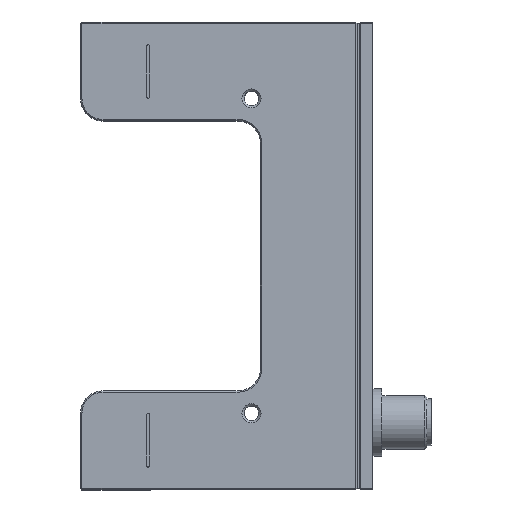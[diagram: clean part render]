
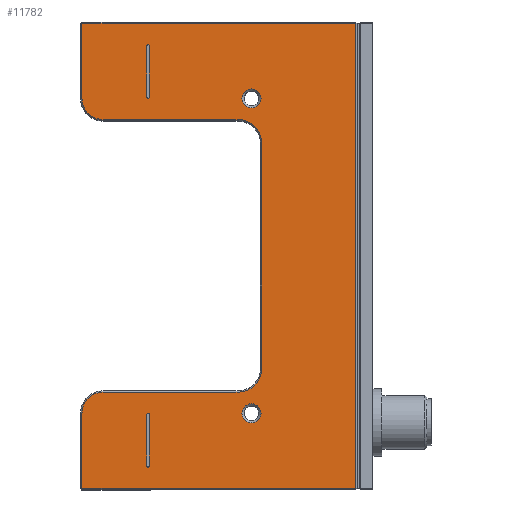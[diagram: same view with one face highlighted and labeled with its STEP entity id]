
A CAD part, top view. The second image highlights one B-rep face of the part: STEP entity #11782.
In plain terms, the highlighted planar face has unit normal (0, 0, 1).
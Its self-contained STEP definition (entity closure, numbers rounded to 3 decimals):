
#362=FACE_BOUND('',#2289,.T.);
#363=FACE_BOUND('',#2290,.T.);
#364=FACE_BOUND('',#2291,.T.);
#365=FACE_BOUND('',#2292,.T.);
#958=PLANE('',#12563);
#1546=FACE_OUTER_BOUND('',#2288,.T.);
#2288=EDGE_LOOP('',(#10296,#10297,#10298,#10299,#10300,#10301,#10302,#10303,
#10304,#10305,#10306,#10307));
#2289=EDGE_LOOP('',(#10308));
#2290=EDGE_LOOP('',(#10309,#10310,#10311,#10312));
#2291=EDGE_LOOP('',(#10313,#10314,#10315,#10316));
#2292=EDGE_LOOP('',(#10317));
#3298=LINE('',#19596,#4456);
#3301=LINE('',#19601,#4459);
#3306=LINE('',#19609,#4464);
#3310=LINE('',#19615,#4468);
#3312=LINE('',#19622,#4470);
#3315=LINE('',#19630,#4473);
#3318=LINE('',#19638,#4476);
#3321=LINE('',#19645,#4479);
#3357=LINE('',#19733,#4515);
#3360=LINE('',#19740,#4518);
#3365=LINE('',#19758,#4523);
#3368=LINE('',#19765,#4526);
#4456=VECTOR('',#14677,10.);
#4459=VECTOR('',#14682,10.);
#4464=VECTOR('',#14691,10.);
#4468=VECTOR('',#14697,10.);
#4470=VECTOR('',#14705,10.);
#4473=VECTOR('',#14714,10.);
#4476=VECTOR('',#14723,10.);
#4479=VECTOR('',#14732,10.);
#4515=VECTOR('',#14834,10.);
#4518=VECTOR('',#14843,10.);
#4523=VECTOR('',#14860,10.);
#4526=VECTOR('',#14869,10.);
#4923=CIRCLE('',#12470,4.7);
#4924=CIRCLE('',#12473,5.3);
#4925=CIRCLE('',#12476,5.3);
#4926=CIRCLE('',#12479,4.7);
#4933=CIRCLE('',#12512,0.25);
#4934=CIRCLE('',#12515,0.25);
#4937=CIRCLE('',#12521,0.25);
#4938=CIRCLE('',#12524,0.25);
#4955=CIRCLE('',#12559,2.121);
#4958=CIRCLE('',#12564,2.121);
#5865=VERTEX_POINT('',#19593);
#5866=VERTEX_POINT('',#19595);
#5867=VERTEX_POINT('',#19600);
#5868=VERTEX_POINT('',#19607);
#5869=VERTEX_POINT('',#19612);
#5870=VERTEX_POINT('',#19617);
#5871=VERTEX_POINT('',#19621);
#5872=VERTEX_POINT('',#19625);
#5873=VERTEX_POINT('',#19629);
#5874=VERTEX_POINT('',#19633);
#5875=VERTEX_POINT('',#19637);
#5876=VERTEX_POINT('',#19641);
#5893=VERTEX_POINT('',#19726);
#5894=VERTEX_POINT('',#19727);
#5895=VERTEX_POINT('',#19732);
#5896=VERTEX_POINT('',#19736);
#5901=VERTEX_POINT('',#19751);
#5902=VERTEX_POINT('',#19752);
#5903=VERTEX_POINT('',#19757);
#5904=VERTEX_POINT('',#19761);
#5929=VERTEX_POINT('',#19842);
#5932=VERTEX_POINT('',#19852);
#7317=EDGE_CURVE('',#5865,#5866,#3298,.T.);
#7320=EDGE_CURVE('',#5866,#5867,#3301,.T.);
#7325=EDGE_CURVE('',#5868,#5865,#3306,.T.);
#7329=EDGE_CURVE('',#5867,#5869,#3310,.T.);
#7331=EDGE_CURVE('',#5869,#5870,#4923,.T.);
#7332=EDGE_CURVE('',#5870,#5871,#3312,.T.);
#7335=EDGE_CURVE('',#5871,#5872,#4924,.T.);
#7336=EDGE_CURVE('',#5872,#5873,#3315,.T.);
#7339=EDGE_CURVE('',#5873,#5874,#4925,.T.);
#7340=EDGE_CURVE('',#5874,#5875,#3318,.T.);
#7343=EDGE_CURVE('',#5875,#5876,#4926,.T.);
#7344=EDGE_CURVE('',#5876,#5868,#3321,.T.);
#7384=EDGE_CURVE('',#5893,#5894,#4933,.T.);
#7387=EDGE_CURVE('',#5894,#5895,#3357,.T.);
#7389=EDGE_CURVE('',#5895,#5896,#4934,.T.);
#7391=EDGE_CURVE('',#5896,#5893,#3360,.T.);
#7396=EDGE_CURVE('',#5901,#5902,#4937,.T.);
#7399=EDGE_CURVE('',#5902,#5903,#3365,.T.);
#7401=EDGE_CURVE('',#5903,#5904,#4938,.T.);
#7403=EDGE_CURVE('',#5904,#5901,#3368,.T.);
#7439=EDGE_CURVE('',#5929,#5929,#4955,.T.);
#7444=EDGE_CURVE('',#5932,#5932,#4958,.T.);
#10296=ORIENTED_EDGE('',*,*,#7344,.F.);
#10297=ORIENTED_EDGE('',*,*,#7343,.F.);
#10298=ORIENTED_EDGE('',*,*,#7340,.F.);
#10299=ORIENTED_EDGE('',*,*,#7339,.F.);
#10300=ORIENTED_EDGE('',*,*,#7336,.F.);
#10301=ORIENTED_EDGE('',*,*,#7335,.F.);
#10302=ORIENTED_EDGE('',*,*,#7332,.F.);
#10303=ORIENTED_EDGE('',*,*,#7331,.F.);
#10304=ORIENTED_EDGE('',*,*,#7329,.F.);
#10305=ORIENTED_EDGE('',*,*,#7320,.F.);
#10306=ORIENTED_EDGE('',*,*,#7317,.F.);
#10307=ORIENTED_EDGE('',*,*,#7325,.F.);
#10308=ORIENTED_EDGE('',*,*,#7439,.F.);
#10309=ORIENTED_EDGE('',*,*,#7403,.T.);
#10310=ORIENTED_EDGE('',*,*,#7396,.T.);
#10311=ORIENTED_EDGE('',*,*,#7399,.T.);
#10312=ORIENTED_EDGE('',*,*,#7401,.T.);
#10313=ORIENTED_EDGE('',*,*,#7391,.T.);
#10314=ORIENTED_EDGE('',*,*,#7384,.T.);
#10315=ORIENTED_EDGE('',*,*,#7387,.T.);
#10316=ORIENTED_EDGE('',*,*,#7389,.T.);
#10317=ORIENTED_EDGE('',*,*,#7444,.F.);
#11782=ADVANCED_FACE('',(#1546,#362,#363,#364,#365),#958,.T.);
#12470=AXIS2_PLACEMENT_3D('',#19619,#14701,#14702);
#12473=AXIS2_PLACEMENT_3D('',#19627,#14710,#14711);
#12476=AXIS2_PLACEMENT_3D('',#19635,#14719,#14720);
#12479=AXIS2_PLACEMENT_3D('',#19643,#14728,#14729);
#12512=AXIS2_PLACEMENT_3D('',#19728,#14828,#14829);
#12515=AXIS2_PLACEMENT_3D('',#19737,#14838,#14839);
#12521=AXIS2_PLACEMENT_3D('',#19753,#14854,#14855);
#12524=AXIS2_PLACEMENT_3D('',#19762,#14864,#14865);
#12559=AXIS2_PLACEMENT_3D('',#19843,#14955,#14956);
#12563=AXIS2_PLACEMENT_3D('',#19851,#14965,#14966);
#12564=AXIS2_PLACEMENT_3D('',#19853,#14967,#14968);
#14677=DIRECTION('',(0.,-1.,0.));
#14682=DIRECTION('',(-1.,0.,0.));
#14691=DIRECTION('',(1.,0.,0.));
#14697=DIRECTION('',(0.,1.,0.));
#14701=DIRECTION('center_axis',(0.,0.,-1.));
#14702=DIRECTION('ref_axis',(-0.707,0.707,0.));
#14705=DIRECTION('',(1.,0.,0.));
#14710=DIRECTION('center_axis',(0.,0.,1.));
#14711=DIRECTION('ref_axis',(0.707,-0.707,0.));
#14714=DIRECTION('',(0.,1.,0.));
#14719=DIRECTION('center_axis',(0.,0.,1.));
#14720=DIRECTION('ref_axis',(0.707,0.707,0.));
#14723=DIRECTION('',(-1.,0.,0.));
#14728=DIRECTION('center_axis',(0.,0.,-1.));
#14729=DIRECTION('ref_axis',(-0.707,-0.707,0.));
#14732=DIRECTION('',(0.,1.,0.));
#14828=DIRECTION('center_axis',(0.,0.,-1.));
#14829=DIRECTION('ref_axis',(-1.,0.,0.));
#14834=DIRECTION('',(0.,1.,0.));
#14838=DIRECTION('center_axis',(0.,0.,-1.));
#14839=DIRECTION('ref_axis',(1.,0.,0.));
#14843=DIRECTION('',(0.,-1.,0.));
#14854=DIRECTION('center_axis',(0.,0.,-1.));
#14855=DIRECTION('ref_axis',(-1.,0.,0.));
#14860=DIRECTION('',(0.,1.,0.));
#14864=DIRECTION('center_axis',(0.,0.,-1.));
#14865=DIRECTION('ref_axis',(1.,0.,0.));
#14869=DIRECTION('',(0.,-1.,0.));
#14955=DIRECTION('center_axis',(0.,0.,1.));
#14956=DIRECTION('ref_axis',(-1.,0.,0.));
#14965=DIRECTION('center_axis',(0.,0.,1.));
#14966=DIRECTION('ref_axis',(1.,0.,0.));
#14967=DIRECTION('center_axis',(0.,0.,1.));
#14968=DIRECTION('ref_axis',(-1.,0.,0.));
#19593=CARTESIAN_POINT('',(61.2,103.7,30.));
#19595=CARTESIAN_POINT('',(61.2,0.3,30.));
#19596=CARTESIAN_POINT('',(61.2,26.,30.));
#19600=CARTESIAN_POINT('',(0.3,0.3,30.));
#19601=CARTESIAN_POINT('',(15.375,0.3,30.));
#19607=CARTESIAN_POINT('',(0.3,103.7,30.));
#19609=CARTESIAN_POINT('',(46.125,103.7,30.));
#19612=CARTESIAN_POINT('',(0.3,17.,30.));
#19615=CARTESIAN_POINT('',(0.3,78.,30.));
#19617=CARTESIAN_POINT('',(5.,21.7,30.));
#19619=CARTESIAN_POINT('Origin',(5.,17.,30.));
#19621=CARTESIAN_POINT('',(35.,21.7,30.));
#19622=CARTESIAN_POINT('',(15.375,21.7,30.));
#19625=CARTESIAN_POINT('',(40.3,27.,30.));
#19627=CARTESIAN_POINT('Origin',(35.,27.,30.));
#19629=CARTESIAN_POINT('',(40.3,77.,30.));
#19630=CARTESIAN_POINT('',(40.3,37.,30.));
#19633=CARTESIAN_POINT('',(35.,82.3,30.));
#19635=CARTESIAN_POINT('Origin',(35.,77.,30.));
#19637=CARTESIAN_POINT('',(5.,82.3,30.));
#19638=CARTESIAN_POINT('',(35.375,82.3,30.));
#19641=CARTESIAN_POINT('',(0.3,87.,30.));
#19643=CARTESIAN_POINT('Origin',(5.,87.,30.));
#19645=CARTESIAN_POINT('',(0.3,78.,30.));
#19726=CARTESIAN_POINT('',(15.25,87.25,30.));
#19727=CARTESIAN_POINT('',(14.75,87.25,30.));
#19728=CARTESIAN_POINT('Origin',(15.,87.25,30.));
#19732=CARTESIAN_POINT('',(14.75,98.75,30.));
#19733=CARTESIAN_POINT('',(14.75,69.625,30.));
#19736=CARTESIAN_POINT('',(15.25,98.75,30.));
#19737=CARTESIAN_POINT('Origin',(15.,98.75,30.));
#19740=CARTESIAN_POINT('',(15.25,75.375,30.));
#19751=CARTESIAN_POINT('',(15.25,5.25,30.));
#19752=CARTESIAN_POINT('',(14.75,5.25,30.));
#19753=CARTESIAN_POINT('Origin',(15.,5.25,30.));
#19757=CARTESIAN_POINT('',(14.75,16.75,30.));
#19758=CARTESIAN_POINT('',(14.75,28.625,30.));
#19761=CARTESIAN_POINT('',(15.25,16.75,30.));
#19762=CARTESIAN_POINT('Origin',(15.,16.75,30.));
#19765=CARTESIAN_POINT('',(15.25,34.375,30.));
#19842=CARTESIAN_POINT('',(40.121,87.,30.));
#19843=CARTESIAN_POINT('Origin',(38.,87.,30.));
#19851=CARTESIAN_POINT('Origin',(30.75,52.,30.));
#19852=CARTESIAN_POINT('',(40.121,17.,30.));
#19853=CARTESIAN_POINT('Origin',(38.,17.,30.));
